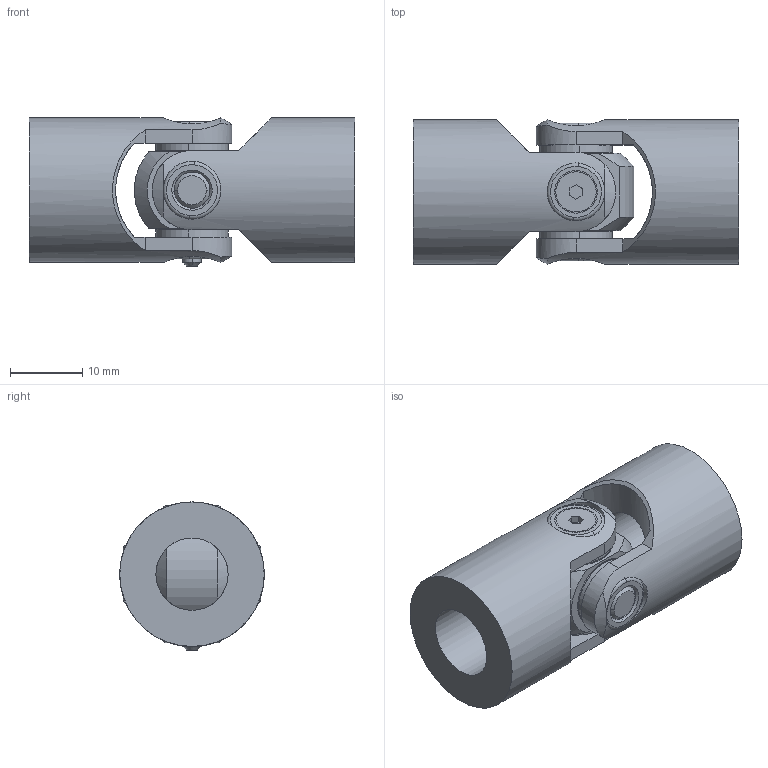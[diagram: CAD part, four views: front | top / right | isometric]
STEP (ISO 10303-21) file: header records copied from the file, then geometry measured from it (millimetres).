
FILE_DESCRIPTION(/* description */ ('Alibre Inc.'),/* implementation_level */ '2;1');
FILE_NAME(/* name */ 'export0',/* time_stamp */ '2012-09-21T09:11:22+02:00',/* author */ (''),/* organization */ (''),/* preprocessor_version */ 'ST-DEVELOPER v14',/* originating_system */ 'Alibre',/* authorisation */ '');
FILE_SCHEMA (('CONFIG_CONTROL_DESIGN'));
Length unit declared in the file: millimetre
Products named in the file (4): ID_1
Bounding box: 45 x 20 x 20.5 mm (x, y, z)
Volume: 9758 mm3; surface area: 7746.8 mm2
Topology: 11 solids, 11 shells, 212 faces, 497 edges, 312 vertices
Faces by surface type: cylinder 83, cone 61, plane 60, torus 8
Full cylindrical faces by diameter (mm): 8 x4, 10 x2, 20 x2
Entity records: 6991 total; most frequent: CARTESIAN_POINT 1847, DIRECTION 988, ORIENTED_EDGE 962, EDGE_CURVE 481, AXIS2_PLACEMENT_3D 433, VERTEX_POINT 304, EDGE_LOOP 259, FACE_BOUND 259
